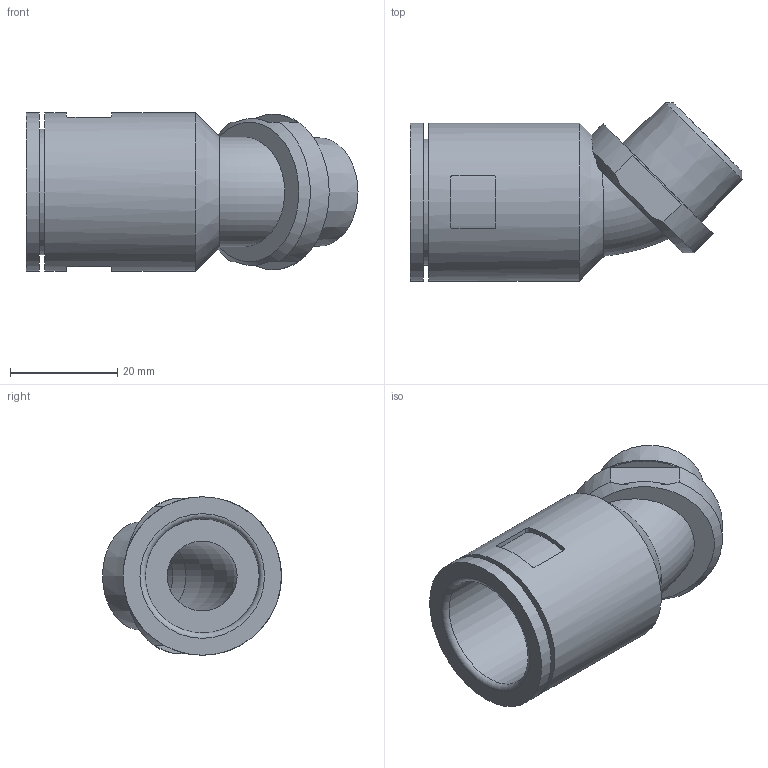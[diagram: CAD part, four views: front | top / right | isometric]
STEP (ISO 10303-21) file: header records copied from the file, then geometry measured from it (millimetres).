
FILE_DESCRIPTION( ( 'STEP AP203' ), '1' );
FILE_NAME( 'FLEXA RQB1 45-N 5701.021.205.stp', '2020-03-24T08:36:09', ( 'License CC BY-ND 4.0' ), ( 'CADENAS' ), ' ', 'PARTsolutions', ' ' );
FILE_SCHEMA( ( 'CONFIG_CONTROL_DESIGN' ) );
Length unit declared in the file: millimetre
Products named in the file (1): _FLEXA RQB1 45-N 5701.021.205
Bounding box: 61.83 x 33.31 x 29.5 mm (x, y, z)
Volume: 18176 mm3; surface area: 9961.5 mm2
Topology: 1 solids, 1 shells, 47 faces, 115 edges, 75 vertices
Faces by surface type: plane 22, cylinder 17, cone 4, torus 4
Full cylindrical faces by diameter (mm): 13 x2, 21.2 x1, 23.4 x1, 29 x1, 29.5 x2
Entity records: 1517 total; most frequent: CARTESIAN_POINT 472, DIRECTION 198, ORIENTED_EDGE 192, EDGE_CURVE 96, AXIS2_PLACEMENT_3D 83, VERTEX_POINT 70, EDGE_LOOP 68, FACE_OUTER_BOUND 57
